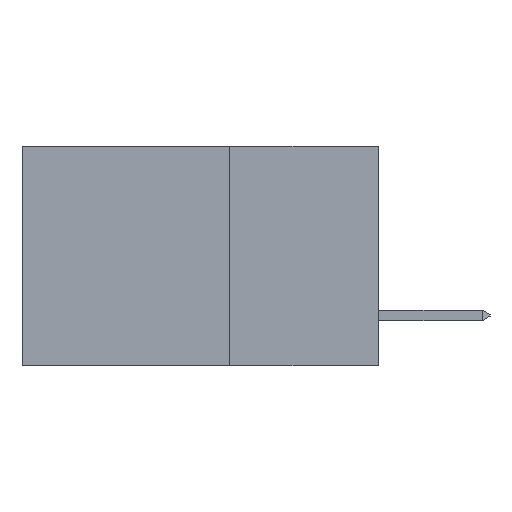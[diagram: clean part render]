
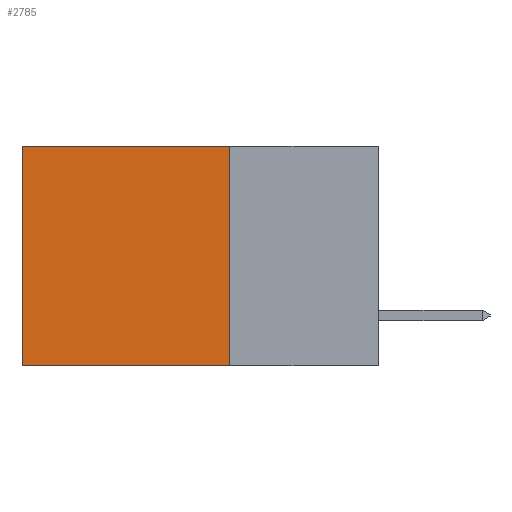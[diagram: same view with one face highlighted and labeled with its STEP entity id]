
A CAD part, left-side view. The second image highlights one B-rep face of the part: STEP entity #2785.
In plain terms, the highlighted planar face has unit normal (-1, 0, 0).
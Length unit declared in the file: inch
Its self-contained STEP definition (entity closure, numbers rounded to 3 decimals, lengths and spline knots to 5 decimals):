
#496 = CARTESIAN_POINT ( 'NONE',  ( 0.2615, 0.25, 0. ) ) ;
#999 = LINE ( 'NONE', #14176, #5336 ) ;
#2038 = DIRECTION ( 'NONE',  ( 0., 1., 0. ) ) ;
#2785 = ADVANCED_FACE ( 'NONE', ( #6048 ), #9262, .F. ) ;
#2890 = EDGE_CURVE ( 'NONE', #17801, #9601, #16611, .T. ) ;
#3313 = CARTESIAN_POINT ( 'NONE',  ( 0.2615, 0.6, -0.37 ) ) ;
#5336 = VECTOR ( 'NONE', #19082, 39.37008 ) ;
#6048 = FACE_OUTER_BOUND ( 'NONE', #17364, .T. ) ;
#6304 = CARTESIAN_POINT ( 'NONE',  ( 0.2615, 0.25, -0.37 ) ) ;
#7316 = ORIENTED_EDGE ( 'NONE', *, *, #9857, .F. ) ;
#7675 = DIRECTION ( 'NONE',  ( 0., 0., -1. ) ) ;
#7702 = CARTESIAN_POINT ( 'NONE',  ( 0.2615, 0.25, -0.37 ) ) ;
#7796 = LINE ( 'NONE', #15180, #16025 ) ;
#9173 = DIRECTION ( 'NONE',  ( 0., 0., -1. ) ) ;
#9179 = LINE ( 'NONE', #13991, #13057 ) ;
#9218 = DIRECTION ( 'NONE',  ( 1., 0., 0. ) ) ;
#9262 = PLANE ( 'NONE',  #14820 ) ;
#9562 = CARTESIAN_POINT ( 'NONE',  ( 0.2615, 0.25, -0.37 ) ) ;
#9601 = VERTEX_POINT ( 'NONE', #6304 ) ;
#9857 = EDGE_CURVE ( 'NONE', #9601, #19823, #7796, .T. ) ;
#11425 = EDGE_CURVE ( 'NONE', #14025, #19823, #999, .T. ) ;
#12350 = DIRECTION ( 'NONE',  ( 0., 1., 0. ) ) ;
#12487 = ORIENTED_EDGE ( 'NONE', *, *, #2890, .F. ) ;
#12685 = EDGE_CURVE ( 'NONE', #17801, #14025, #9179, .T. ) ;
#13057 = VECTOR ( 'NONE', #12350, 39.37008 ) ;
#13991 = CARTESIAN_POINT ( 'NONE',  ( 0.2615, 0.25, 0. ) ) ;
#14025 = VERTEX_POINT ( 'NONE', #17521 ) ;
#14176 = CARTESIAN_POINT ( 'NONE',  ( 0.2615, 0.6, -0.37 ) ) ;
#14306 = ORIENTED_EDGE ( 'NONE', *, *, #11425, .T. ) ;
#14820 = AXIS2_PLACEMENT_3D ( 'NONE', #9562, #9218, #9173 ) ;
#15180 = CARTESIAN_POINT ( 'NONE',  ( 0.2615, 0.25, -0.37 ) ) ;
#16025 = VECTOR ( 'NONE', #2038, 39.37008 ) ;
#16087 = VECTOR ( 'NONE', #7675, 39.37008 ) ;
#16188 = ORIENTED_EDGE ( 'NONE', *, *, #12685, .T. ) ;
#16611 = LINE ( 'NONE', #7702, #16087 ) ;
#17364 = EDGE_LOOP ( 'NONE', ( #14306, #7316, #12487, #16188 ) ) ;
#17521 = CARTESIAN_POINT ( 'NONE',  ( 0.2615, 0.6, 0. ) ) ;
#17801 = VERTEX_POINT ( 'NONE', #496 ) ;
#19082 = DIRECTION ( 'NONE',  ( 0., 0., -1. ) ) ;
#19823 = VERTEX_POINT ( 'NONE', #3313 ) ;
